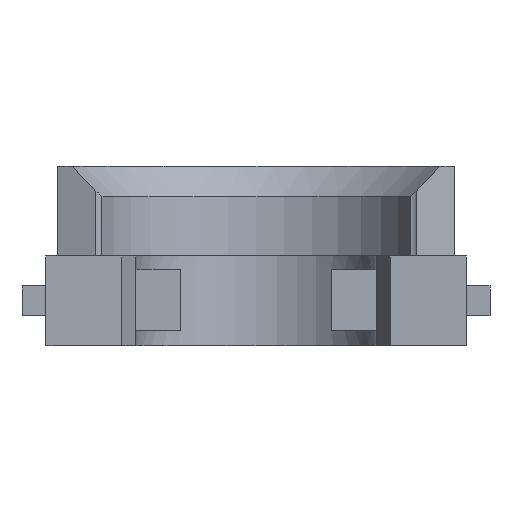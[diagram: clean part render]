
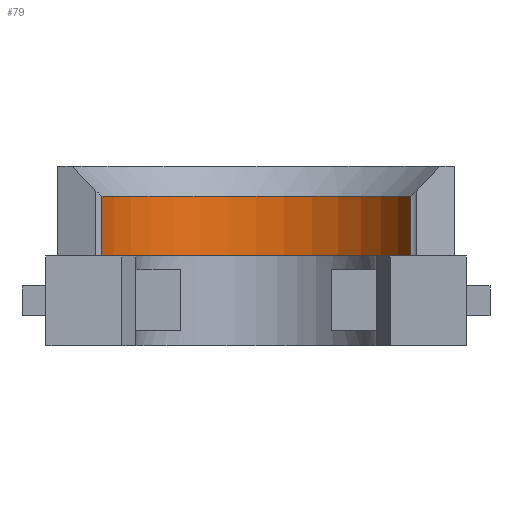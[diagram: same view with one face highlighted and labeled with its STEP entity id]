
A CAD part, front view. The second image highlights one B-rep face of the part: STEP entity #79.
In plain terms, the highlighted cylindrical face has radius 55 mm (diameter 110 mm), a partial arc.
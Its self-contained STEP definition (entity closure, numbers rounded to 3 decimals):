
#21 = ORIENTED_EDGE ( 'NONE', *, *, #1084, .T. ) ;
#79 = ADVANCED_FACE ( 'NONE', ( #2609 ), #198, .F. ) ;
#171 = VERTEX_POINT ( 'NONE', #2378 ) ;
#198 = CYLINDRICAL_SURFACE ( 'NONE', #2960, 55. ) ;
#215 = CARTESIAN_POINT ( 'NONE',  ( 0., 0., 30. ) ) ;
#245 = DIRECTION ( 'NONE',  ( 0., 0., 1. ) ) ;
#261 = DIRECTION ( 'NONE',  ( 0., 0., 1. ) ) ;
#327 = LINE ( 'NONE', #2214, #3186 ) ;
#575 = CARTESIAN_POINT ( 'NONE',  ( -51.467, 19.394, 60. ) ) ;
#872 = ORIENTED_EDGE ( 'NONE', *, *, #1121, .F. ) ;
#926 = CARTESIAN_POINT ( 'NONE',  ( -51.467, 19.394, 30. ) ) ;
#937 = CIRCLE ( 'NONE', #2671, 55. ) ;
#948 = VECTOR ( 'NONE', #1382, 1000. ) ;
#1007 = CARTESIAN_POINT ( 'NONE',  ( 0., 0., 60. ) ) ;
#1084 = EDGE_CURVE ( 'NONE', #3220, #2523, #3277, .T. ) ;
#1121 = EDGE_CURVE ( 'NONE', #171, #1269, #327, .T. ) ;
#1269 = VERTEX_POINT ( 'NONE', #2873 ) ;
#1382 = DIRECTION ( 'NONE',  ( 0., 0., -1. ) ) ;
#1480 = EDGE_LOOP ( 'NONE', ( #872, #1973, #21, #2656 ) ) ;
#1583 = CARTESIAN_POINT ( 'NONE',  ( 0., 0., 50. ) ) ;
#1592 = CARTESIAN_POINT ( 'NONE',  ( -51.467, 19.394, 50. ) ) ;
#1973 = ORIENTED_EDGE ( 'NONE', *, *, #2874, .T. ) ;
#2082 = DIRECTION ( 'NONE',  ( 0., 0., -1. ) ) ;
#2214 = CARTESIAN_POINT ( 'NONE',  ( 51.467, 19.394, 60. ) ) ;
#2378 = CARTESIAN_POINT ( 'NONE',  ( 51.467, 19.394, 50. ) ) ;
#2490 = DIRECTION ( 'NONE',  ( 0., 0., -1. ) ) ;
#2523 = VERTEX_POINT ( 'NONE', #926 ) ;
#2609 = FACE_OUTER_BOUND ( 'NONE', #1480, .T. ) ;
#2656 = ORIENTED_EDGE ( 'NONE', *, *, #2892, .F. ) ;
#2667 = AXIS2_PLACEMENT_3D ( 'NONE', #1583, #245, #3199 ) ;
#2671 = AXIS2_PLACEMENT_3D ( 'NONE', #215, #261, #2952 ) ;
#2728 = CIRCLE ( 'NONE', #2667, 55. ) ;
#2873 = CARTESIAN_POINT ( 'NONE',  ( 51.467, 19.394, 30. ) ) ;
#2874 = EDGE_CURVE ( 'NONE', #171, #3220, #2728, .T. ) ;
#2892 = EDGE_CURVE ( 'NONE', #1269, #2523, #937, .T. ) ;
#2952 = DIRECTION ( 'NONE',  ( 1., 0., 0. ) ) ;
#2960 = AXIS2_PLACEMENT_3D ( 'NONE', #1007, #2082, #3147 ) ;
#3147 = DIRECTION ( 'NONE',  ( -1., 0., 0. ) ) ;
#3186 = VECTOR ( 'NONE', #2490, 1000. ) ;
#3199 = DIRECTION ( 'NONE',  ( 1., 0., 0. ) ) ;
#3220 = VERTEX_POINT ( 'NONE', #1592 ) ;
#3277 = LINE ( 'NONE', #575, #948 ) ;
